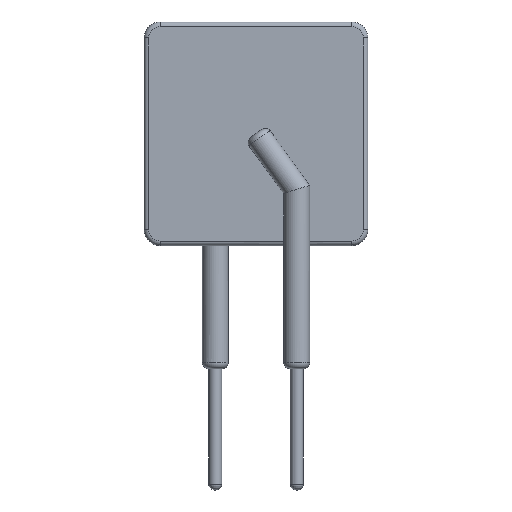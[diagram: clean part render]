
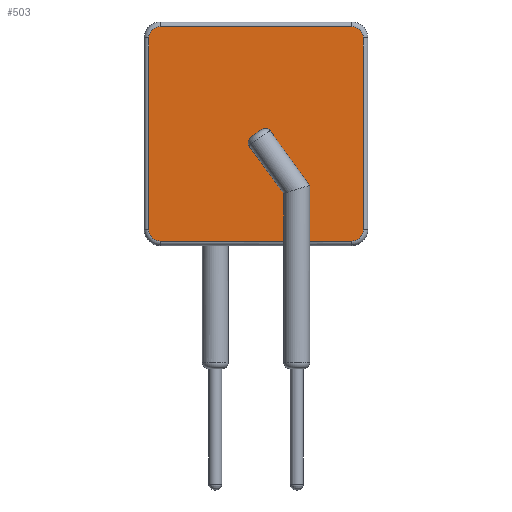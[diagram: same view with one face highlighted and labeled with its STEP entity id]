
A CAD part, front view. The second image highlights one B-rep face of the part: STEP entity #503.
In plain terms, the highlighted planar face has unit normal (0, -1, 0).
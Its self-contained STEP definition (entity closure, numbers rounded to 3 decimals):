
#128 = VERTEX_POINT('',#129);
#129 = CARTESIAN_POINT('',(9.265,-1.52,20.7));
#136 = EDGE_CURVE('',#128,#137,#139,.T.);
#137 = VERTEX_POINT('',#138);
#138 = CARTESIAN_POINT('',(9.265,-1.52,8.7));
#139 = LINE('',#140,#141);
#140 = CARTESIAN_POINT('',(9.265,-1.52,20.7));
#141 = VECTOR('',#142,1.);
#142 = DIRECTION('',(0.,0.,-1.));
#222 = VERTEX_POINT('',#223);
#223 = CARTESIAN_POINT('',(8.55,-1.52,7.985));
#230 = EDGE_CURVE('',#137,#222,#231,.T.);
#231 = CIRCLE('',#232,0.715);
#232 = AXIS2_PLACEMENT_3D('',#233,#234,#235);
#233 = CARTESIAN_POINT('',(8.55,-1.52,8.7));
#234 = DIRECTION('',(0.,1.,0.));
#235 = DIRECTION('',(1.,0.,0.));
#482 = VERTEX_POINT('',#483);
#483 = CARTESIAN_POINT('',(8.55,-1.52,21.415));
#492 = EDGE_CURVE('',#482,#128,#493,.T.);
#493 = CIRCLE('',#494,0.715);
#494 = AXIS2_PLACEMENT_3D('',#495,#496,#497);
#495 = CARTESIAN_POINT('',(8.55,-1.52,20.7));
#496 = DIRECTION('',(0.,1.,0.));
#497 = DIRECTION('',(0.,0.,1.));
#503 = ADVANCED_FACE('',(#504),#643,.T.);
#504 = FACE_BOUND('',#505,.T.);
#505 = EDGE_LOOP('',(#506,#507,#515,#524,#532,#541,#549,#557,#566,#588,
#596,#618,#627,#635,#641,#642));
#506 = ORIENTED_EDGE('',*,*,#492,.F.);
#507 = ORIENTED_EDGE('',*,*,#508,.F.);
#508 = EDGE_CURVE('',#509,#482,#511,.T.);
#509 = VERTEX_POINT('',#510);
#510 = CARTESIAN_POINT('',(-3.45,-1.52,21.415));
#511 = LINE('',#512,#513);
#512 = CARTESIAN_POINT('',(-3.45,-1.52,21.415));
#513 = VECTOR('',#514,1.);
#514 = DIRECTION('',(1.,0.,0.));
#515 = ORIENTED_EDGE('',*,*,#516,.F.);
#516 = EDGE_CURVE('',#517,#509,#519,.T.);
#517 = VERTEX_POINT('',#518);
#518 = CARTESIAN_POINT('',(-4.165,-1.52,20.7));
#519 = CIRCLE('',#520,0.715);
#520 = AXIS2_PLACEMENT_3D('',#521,#522,#523);
#521 = CARTESIAN_POINT('',(-3.45,-1.52,20.7));
#522 = DIRECTION('',(0.,1.,0.));
#523 = DIRECTION('',(-1.,0.,0.));
#524 = ORIENTED_EDGE('',*,*,#525,.F.);
#525 = EDGE_CURVE('',#526,#517,#528,.T.);
#526 = VERTEX_POINT('',#527);
#527 = CARTESIAN_POINT('',(-4.165,-1.52,8.7));
#528 = LINE('',#529,#530);
#529 = CARTESIAN_POINT('',(-4.165,-1.52,8.7));
#530 = VECTOR('',#531,1.);
#531 = DIRECTION('',(0.,0.,1.));
#532 = ORIENTED_EDGE('',*,*,#533,.F.);
#533 = EDGE_CURVE('',#534,#526,#536,.T.);
#534 = VERTEX_POINT('',#535);
#535 = CARTESIAN_POINT('',(-3.45,-1.52,7.985));
#536 = CIRCLE('',#537,0.715);
#537 = AXIS2_PLACEMENT_3D('',#538,#539,#540);
#538 = CARTESIAN_POINT('',(-3.45,-1.52,8.7));
#539 = DIRECTION('',(0.,1.,0.));
#540 = DIRECTION('',(0.,0.,-1.));
#541 = ORIENTED_EDGE('',*,*,#542,.F.);
#542 = EDGE_CURVE('',#543,#534,#545,.T.);
#543 = VERTEX_POINT('',#544);
#544 = CARTESIAN_POINT('',(4.385,-1.52,7.985));
#545 = LINE('',#546,#547);
#546 = CARTESIAN_POINT('',(8.55,-1.52,7.985));
#547 = VECTOR('',#548,1.);
#548 = DIRECTION('',(-1.,0.,0.));
#549 = ORIENTED_EDGE('',*,*,#550,.F.);
#550 = EDGE_CURVE('',#551,#543,#553,.T.);
#551 = VERTEX_POINT('',#552);
#552 = CARTESIAN_POINT('',(4.385,-1.52,10.954));
#553 = LINE('',#554,#555);
#554 = CARTESIAN_POINT('',(4.385,-1.52,0.));
#555 = VECTOR('',#556,1.);
#556 = DIRECTION('',(0.,0.,-1.));
#557 = ORIENTED_EDGE('',*,*,#558,.F.);
#558 = EDGE_CURVE('',#559,#551,#561,.T.);
#559 = VERTEX_POINT('',#560);
#560 = CARTESIAN_POINT('',(2.136,-1.52,13.926));
#561 = ELLIPSE('',#562,11.287,0.81);
#562 = AXIS2_PLACEMENT_3D('',#563,#564,#565);
#563 = CARTESIAN_POINT('',(2.005,-1.52,15.48));
#564 = DIRECTION('',(0.,-1.,0.));
#565 = DIRECTION('',(0.586,0.,-0.81));
#566 = ORIENTED_EDGE('',*,*,#567,.T.);
#567 = EDGE_CURVE('',#559,#568,#570,.T.);
#568 = VERTEX_POINT('',#569);
#569 = CARTESIAN_POINT('',(2.218,-1.52,14.44));
#570 = B_SPLINE_CURVE_WITH_KNOTS('',6,(#571,#572,#573,#574,#575,#576,
#577,#578,#579,#580,#581,#582,#583,#584,#585,#586,#587),
.UNSPECIFIED.,.F.,.F.,(7,5,5,7),(0.,0.054,
0.526,1.),.UNSPECIFIED.);
#571 = CARTESIAN_POINT('',(2.136,-1.52,13.926));
#572 = CARTESIAN_POINT('',(2.133,-1.52,13.93));
#573 = CARTESIAN_POINT('',(2.13,-1.52,13.934));
#574 = CARTESIAN_POINT('',(2.127,-1.52,13.938));
#575 = CARTESIAN_POINT('',(2.125,-1.52,13.943));
#576 = CARTESIAN_POINT('',(2.122,-1.52,13.947));
#577 = CARTESIAN_POINT('',(2.095,-1.52,13.99));
#578 = CARTESIAN_POINT('',(2.077,-1.52,14.033));
#579 = CARTESIAN_POINT('',(2.066,-1.52,14.078));
#580 = CARTESIAN_POINT('',(2.061,-1.52,14.124));
#581 = CARTESIAN_POINT('',(2.063,-1.52,14.17));
#582 = CARTESIAN_POINT('',(2.082,-1.52,14.26));
#583 = CARTESIAN_POINT('',(2.097,-1.52,14.303));
#584 = CARTESIAN_POINT('',(2.12,-1.52,14.344));
#585 = CARTESIAN_POINT('',(2.148,-1.52,14.381));
#586 = CARTESIAN_POINT('',(2.181,-1.52,14.413));
#587 = CARTESIAN_POINT('',(2.218,-1.52,14.44));
#588 = ORIENTED_EDGE('',*,*,#589,.F.);
#589 = EDGE_CURVE('',#590,#568,#592,.T.);
#590 = VERTEX_POINT('',#591);
#591 = CARTESIAN_POINT('',(2.925,-1.52,14.952));
#592 = LINE('',#593,#594);
#593 = CARTESIAN_POINT('',(2.566,-1.52,14.691));
#594 = VECTOR('',#595,1.);
#595 = DIRECTION('',(-0.81,0.,-0.586));
#596 = ORIENTED_EDGE('',*,*,#597,.F.);
#597 = EDGE_CURVE('',#598,#590,#600,.T.);
#598 = VERTEX_POINT('',#599);
#599 = CARTESIAN_POINT('',(3.44,-1.52,14.868));
#600 = B_SPLINE_CURVE_WITH_KNOTS('',6,(#601,#602,#603,#604,#605,#606,
#607,#608,#609,#610,#611,#612,#613,#614,#615,#616,#617),
.UNSPECIFIED.,.F.,.F.,(7,5,5,7),(0.,0.054,
0.526,1.),.UNSPECIFIED.);
#601 = CARTESIAN_POINT('',(3.44,-1.52,14.868));
#602 = CARTESIAN_POINT('',(3.437,-1.52,14.872));
#603 = CARTESIAN_POINT('',(3.434,-1.52,14.877));
#604 = CARTESIAN_POINT('',(3.431,-1.52,14.881));
#605 = CARTESIAN_POINT('',(3.427,-1.52,14.885));
#606 = CARTESIAN_POINT('',(3.424,-1.52,14.889));
#607 = CARTESIAN_POINT('',(3.391,-1.52,14.928));
#608 = CARTESIAN_POINT('',(3.357,-1.52,14.958));
#609 = CARTESIAN_POINT('',(3.317,-1.52,14.983));
#610 = CARTESIAN_POINT('',(3.275,-1.52,15.002));
#611 = CARTESIAN_POINT('',(3.231,-1.52,15.014));
#612 = CARTESIAN_POINT('',(3.14,-1.52,15.025));
#613 = CARTESIAN_POINT('',(3.094,-1.52,15.024));
#614 = CARTESIAN_POINT('',(3.048,-1.52,15.015));
#615 = CARTESIAN_POINT('',(3.004,-1.52,15.));
#616 = CARTESIAN_POINT('',(2.963,-1.52,14.979));
#617 = CARTESIAN_POINT('',(2.925,-1.52,14.952));
#618 = ORIENTED_EDGE('',*,*,#619,.F.);
#619 = EDGE_CURVE('',#620,#598,#622,.T.);
#620 = VERTEX_POINT('',#621);
#621 = CARTESIAN_POINT('',(5.815,-1.52,11.416));
#622 = ELLIPSE('',#623,11.287,0.81);
#623 = AXIS2_PLACEMENT_3D('',#624,#625,#626);
#624 = CARTESIAN_POINT('',(2.005,-1.52,15.48));
#625 = DIRECTION('',(0.,-1.,0.));
#626 = DIRECTION('',(0.586,0.,-0.81));
#627 = ORIENTED_EDGE('',*,*,#628,.T.);
#628 = EDGE_CURVE('',#620,#629,#631,.T.);
#629 = VERTEX_POINT('',#630);
#630 = CARTESIAN_POINT('',(5.815,-1.52,7.985));
#631 = LINE('',#632,#633);
#632 = CARTESIAN_POINT('',(5.815,-1.52,0.));
#633 = VECTOR('',#634,1.);
#634 = DIRECTION('',(0.,0.,-1.));
#635 = ORIENTED_EDGE('',*,*,#636,.F.);
#636 = EDGE_CURVE('',#222,#629,#637,.T.);
#637 = LINE('',#638,#639);
#638 = CARTESIAN_POINT('',(8.55,-1.52,7.985));
#639 = VECTOR('',#640,1.);
#640 = DIRECTION('',(-1.,0.,0.));
#641 = ORIENTED_EDGE('',*,*,#230,.F.);
#642 = ORIENTED_EDGE('',*,*,#136,.F.);
#643 = PLANE('',#644);
#644 = AXIS2_PLACEMENT_3D('',#645,#646,#647);
#645 = CARTESIAN_POINT('',(2.55,-1.52,14.7));
#646 = DIRECTION('',(0.,-1.,0.));
#647 = DIRECTION('',(0.,0.,-1.));
